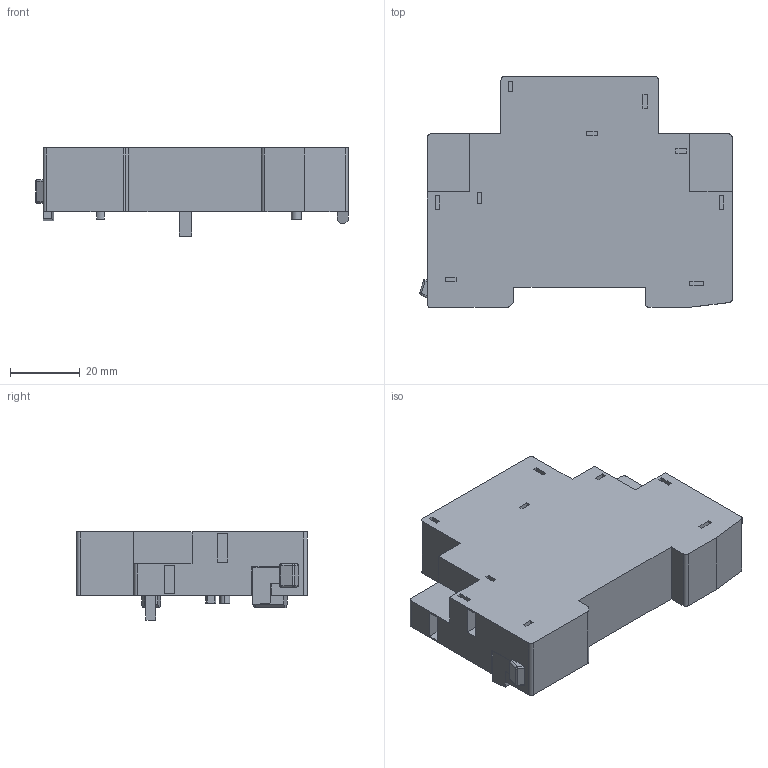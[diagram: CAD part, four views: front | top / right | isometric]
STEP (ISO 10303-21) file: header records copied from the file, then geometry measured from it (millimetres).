
FILE_DESCRIPTION((''),'2;1');
FILE_NAME('5239014700','2025-05-27T',('li.xiao'),(''),'PRO/ENGINEER BY PARAMETRIC TECHNOLOGY CORPORATION, 2017170','PRO/ENGINEER BY PARAMETRIC TECHNOLOGY CORPORATION, 2017170','');
FILE_SCHEMA(('CONFIG_CONTROL_DESIGN'));
Length unit declared in the file: millimetre
Products named in the file (1): 5239014700
Bounding box: 89.31 x 66 x 25.2 mm (x, y, z)
Volume: 81314.9 mm3; surface area: 19062.6 mm2
Topology: 1 solids, 2 shells, 338 faces, 871 edges, 575 vertices
Faces by surface type: plane 264, cylinder 70, sphere 4
Entity records: 10223 total; most frequent: CARTESIAN_POINT 1798, ORIENTED_EDGE 1742, DIRECTION 1683, EDGE_CURVE 871, VECTOR 731, LINE 731, VERTEX_POINT 575, AXIS2_PLACEMENT_3D 476
